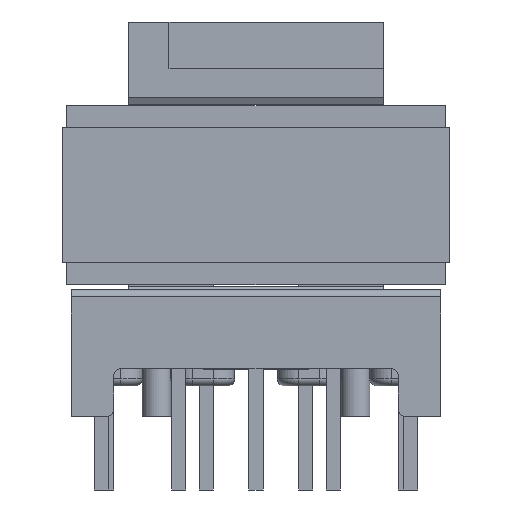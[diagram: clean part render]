
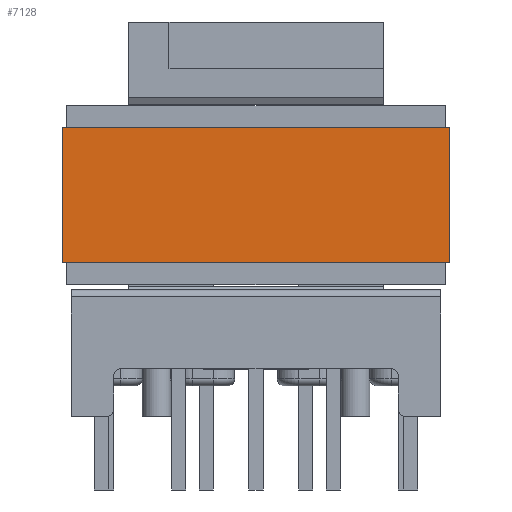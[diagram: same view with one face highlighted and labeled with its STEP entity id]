
A CAD part, left-side view. The second image highlights one B-rep face of the part: STEP entity #7128.
In plain terms, the highlighted face is planar.
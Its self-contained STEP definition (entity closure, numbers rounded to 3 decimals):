
#694=LINE('',#10745,#1209);
#698=LINE('',#10754,#1213);
#701=LINE('',#10759,#1216);
#702=LINE('',#10761,#1217);
#1209=VECTOR('',#9000,1000.);
#1213=VECTOR('',#9006,1000.);
#1216=VECTOR('',#9011,1000.);
#1217=VECTOR('',#9014,1000.);
#2673=ORIENTED_EDGE('',*,*,#3408,.F.);
#2674=ORIENTED_EDGE('',*,*,#3415,.F.);
#2675=ORIENTED_EDGE('',*,*,#3412,.T.);
#2676=ORIENTED_EDGE('',*,*,#3416,.T.);
#3408=EDGE_CURVE('',#3870,#3871,#694,.T.);
#3412=EDGE_CURVE('',#3875,#3874,#698,.T.);
#3415=EDGE_CURVE('',#3875,#3870,#701,.T.);
#3416=EDGE_CURVE('',#3874,#3871,#702,.T.);
#3870=VERTEX_POINT('',#10744);
#3871=VERTEX_POINT('',#10746);
#3874=VERTEX_POINT('',#10753);
#3875=VERTEX_POINT('',#10755);
#4346=EDGE_LOOP('',(#2673,#2674,#2675,#2676));
#4649=FACE_BOUND('',#4346,.T.);
#4820=PLANE('',#7591);
#7128=ADVANCED_FACE('',(#4649),#4820,.T.);
#7591=AXIS2_PLACEMENT_3D('',#10760,#9012,#9013);
#9000=DIRECTION('',(0.,0.,-1.));
#9006=DIRECTION('',(0.,0.,-1.));
#9011=DIRECTION('',(0.,1.,0.));
#9012=DIRECTION('',(1.,0.,0.));
#9013=DIRECTION('',(0.,0.,-1.));
#9014=DIRECTION('',(0.,1.,0.));
#10744=CARTESIAN_POINT('',(-3.665,11.744,7.264));
#10745=CARTESIAN_POINT('',(-3.665,11.744,-6.366));
#10746=CARTESIAN_POINT('',(-3.665,11.744,-6.366));
#10753=CARTESIAN_POINT('',(-3.665,6.994,-6.366));
#10754=CARTESIAN_POINT('',(-3.665,6.994,-6.366));
#10755=CARTESIAN_POINT('',(-3.665,6.994,7.264));
#10759=CARTESIAN_POINT('',(-3.665,6.994,7.264));
#10760=CARTESIAN_POINT('',(-3.665,6.994,-6.366));
#10761=CARTESIAN_POINT('',(-3.665,6.994,-6.366));
